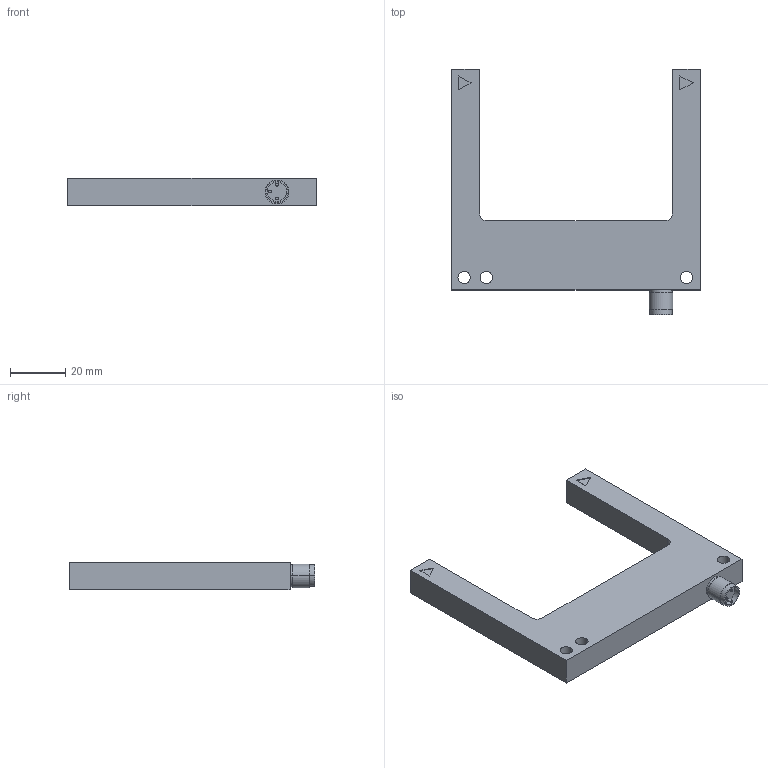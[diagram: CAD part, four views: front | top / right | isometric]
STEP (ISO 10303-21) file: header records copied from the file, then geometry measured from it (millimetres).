
FILE_DESCRIPTION(('STEP AP214'),'1');
FILE_NAME('tmp0.step','2014-11-26T12:21:14',(' '),(' '),'Spatial InterOp 3D',' ',' ');
FILE_SCHEMA(('automotive_design'));
Length unit declared in the file: millimetre
Products named in the file (1): 1
Bounding box: 90 x 89.03 x 10 mm (x, y, z)
Volume: 33480.9 mm3; surface area: 11883.4 mm2
Topology: 1 solids, 1 shells, 50 faces, 123 edges, 84 vertices
Faces by surface type: plane 26, cylinder 24
Entity records: 2417 total; most frequent: DIRECTION 281, CARTESIAN_POINT 258, ORIENTED_EDGE 246, STYLED_ITEM 145, PRESENTATION_STYLE_ASSIGNMENT 145, COLOUR_RGB 145, EDGE_CURVE 123, AXIS2_PLACEMENT_3D 107
